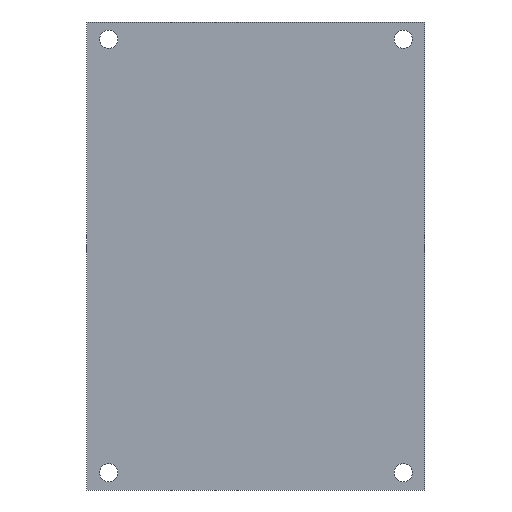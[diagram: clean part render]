
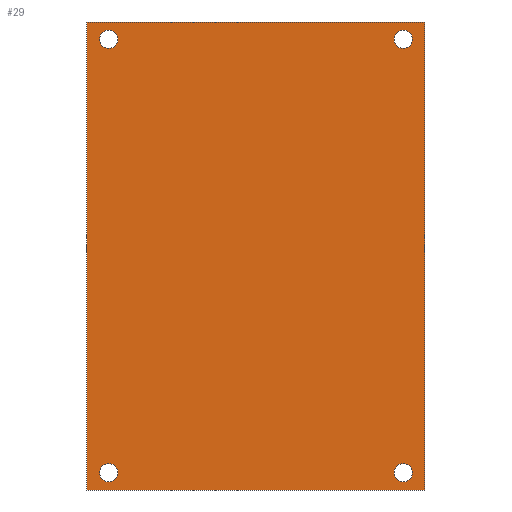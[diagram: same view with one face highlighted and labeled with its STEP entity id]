
A CAD part, front view. The second image highlights one B-rep face of the part: STEP entity #29.
In plain terms, the highlighted planar face has unit normal (0, -1, 0).
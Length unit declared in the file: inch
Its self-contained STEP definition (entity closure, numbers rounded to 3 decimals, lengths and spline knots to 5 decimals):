
#2 = LINE ( 'NONE', #290, #505 ) ;
#5 = CIRCLE ( 'NONE', #366, 0.1325 ) ;
#6 = AXIS2_PLACEMENT_3D ( 'NONE', #335, #96, #249 ) ;
#7 = ORIENTED_EDGE ( 'NONE', *, *, #316, .T. ) ;
#21 = ORIENTED_EDGE ( 'NONE', *, *, #121, .F. ) ;
#29 = ADVANCED_FACE ( 'NONE', ( #117, #167, #67, #186, #248 ), #417, .T. ) ;
#49 = DIRECTION ( 'NONE',  ( 0., 0., -1. ) ) ;
#54 = VECTOR ( 'NONE', #512, 39.37008 ) ;
#59 = CARTESIAN_POINT ( 'NONE',  ( 2.125, 0., 2.9925 ) ) ;
#67 = FACE_BOUND ( 'NONE', #312, .T. ) ;
#71 = DIRECTION ( 'NONE',  ( 0., 0., -1. ) ) ;
#80 = VERTEX_POINT ( 'NONE', #192 ) ;
#96 = DIRECTION ( 'NONE',  ( 0., 1., 0. ) ) ;
#98 = ORIENTED_EDGE ( 'NONE', *, *, #347, .T. ) ;
#116 = CARTESIAN_POINT ( 'NONE',  ( -2.4375, 0., 3.375 ) ) ;
#117 = FACE_OUTER_BOUND ( 'NONE', #275, .T. ) ;
#118 = EDGE_CURVE ( 'NONE', #352, #176, #420, .T. ) ;
#121 = EDGE_CURVE ( 'NONE', #176, #334, #485, .T. ) ;
#131 = CIRCLE ( 'NONE', #332, 0.1325 ) ;
#135 = CARTESIAN_POINT ( 'NONE',  ( -2.125, 0., -3.2575 ) ) ;
#145 = CARTESIAN_POINT ( 'NONE',  ( -2.4375, 0., -3.375 ) ) ;
#151 = CARTESIAN_POINT ( 'NONE',  ( 2.4375, 0., -3.375 ) ) ;
#154 = EDGE_LOOP ( 'NONE', ( #282 ) ) ;
#157 = DIRECTION ( 'NONE',  ( 0., 1., 0. ) ) ;
#167 = FACE_BOUND ( 'NONE', #258, .T. ) ;
#176 = VERTEX_POINT ( 'NONE', #392 ) ;
#177 = EDGE_CURVE ( 'NONE', #334, #80, #506, .T. ) ;
#180 = CARTESIAN_POINT ( 'NONE',  ( -2.125, 0., 2.9925 ) ) ;
#186 = FACE_BOUND ( 'NONE', #321, .T. ) ;
#192 = CARTESIAN_POINT ( 'NONE',  ( -2.4375, 0., -3.375 ) ) ;
#204 = VERTEX_POINT ( 'NONE', #375 ) ;
#215 = VERTEX_POINT ( 'NONE', #59 ) ;
#234 = EDGE_CURVE ( 'NONE', #215, #215, #5, .T. ) ;
#240 = VERTEX_POINT ( 'NONE', #180 ) ;
#241 = CARTESIAN_POINT ( 'NONE',  ( 2.4375, 0., -3.375 ) ) ;
#248 = FACE_BOUND ( 'NONE', #154, .T. ) ;
#249 = DIRECTION ( 'NONE',  ( 0., 0., -1. ) ) ;
#258 = EDGE_LOOP ( 'NONE', ( #98 ) ) ;
#275 = EDGE_LOOP ( 'NONE', ( #21, #326, #369, #291 ) ) ;
#282 = ORIENTED_EDGE ( 'NONE', *, *, #234, .T. ) ;
#290 = CARTESIAN_POINT ( 'NONE',  ( -2.4375, 0., 3.375 ) ) ;
#291 = ORIENTED_EDGE ( 'NONE', *, *, #177, .F. ) ;
#298 = VECTOR ( 'NONE', #435, 39.37008 ) ;
#304 = VERTEX_POINT ( 'NONE', #135 ) ;
#309 = CARTESIAN_POINT ( 'NONE',  ( 2.4375, 0., 3.375 ) ) ;
#311 = DIRECTION ( 'NONE',  ( 0., 1., 0. ) ) ;
#312 = EDGE_LOOP ( 'NONE', ( #7 ) ) ;
#315 = CIRCLE ( 'NONE', #6, 0.1325 ) ;
#316 = EDGE_CURVE ( 'NONE', #240, #240, #453, .T. ) ;
#321 = EDGE_LOOP ( 'NONE', ( #508 ) ) ;
#322 = CARTESIAN_POINT ( 'NONE',  ( -2.125, 0., -3.125 ) ) ;
#326 = ORIENTED_EDGE ( 'NONE', *, *, #118, .F. ) ;
#332 = AXIS2_PLACEMENT_3D ( 'NONE', #322, #311, #49 ) ;
#334 = VERTEX_POINT ( 'NONE', #241 ) ;
#335 = CARTESIAN_POINT ( 'NONE',  ( 2.125, 0., -3.125 ) ) ;
#347 = EDGE_CURVE ( 'NONE', #304, #304, #131, .T. ) ;
#349 = DIRECTION ( 'NONE',  ( 0., -1., 0. ) ) ;
#352 = VERTEX_POINT ( 'NONE', #116 ) ;
#366 = AXIS2_PLACEMENT_3D ( 'NONE', #436, #523, #483 ) ;
#369 = ORIENTED_EDGE ( 'NONE', *, *, #522, .F. ) ;
#375 = CARTESIAN_POINT ( 'NONE',  ( 2.125, 0., -3.2575 ) ) ;
#381 = AXIS2_PLACEMENT_3D ( 'NONE', #478, #349, #71 ) ;
#392 = CARTESIAN_POINT ( 'NONE',  ( 2.4375, 0., 3.375 ) ) ;
#414 = DIRECTION ( 'NONE',  ( 0., 0., 1. ) ) ;
#417 = PLANE ( 'NONE',  #381 ) ;
#420 = LINE ( 'NONE', #309, #513 ) ;
#435 = DIRECTION ( 'NONE',  ( 0., 0., -1. ) ) ;
#436 = CARTESIAN_POINT ( 'NONE',  ( 2.125, 0., 3.125 ) ) ;
#441 = CARTESIAN_POINT ( 'NONE',  ( -2.125, 0., 3.125 ) ) ;
#453 = CIRCLE ( 'NONE', #500, 0.1325 ) ;
#473 = DIRECTION ( 'NONE',  ( 1., 0., 0. ) ) ;
#478 = CARTESIAN_POINT ( 'NONE',  ( -2.4375, 0., -3.375 ) ) ;
#481 = DIRECTION ( 'NONE',  ( 0., 0., -1. ) ) ;
#483 = DIRECTION ( 'NONE',  ( 0., 0., -1. ) ) ;
#485 = LINE ( 'NONE', #151, #298 ) ;
#500 = AXIS2_PLACEMENT_3D ( 'NONE', #441, #157, #481 ) ;
#505 = VECTOR ( 'NONE', #414, 39.37008 ) ;
#506 = LINE ( 'NONE', #145, #54 ) ;
#508 = ORIENTED_EDGE ( 'NONE', *, *, #511, .T. ) ;
#511 = EDGE_CURVE ( 'NONE', #204, #204, #315, .T. ) ;
#512 = DIRECTION ( 'NONE',  ( -1., 0., 0. ) ) ;
#513 = VECTOR ( 'NONE', #473, 39.37008 ) ;
#522 = EDGE_CURVE ( 'NONE', #80, #352, #2, .T. ) ;
#523 = DIRECTION ( 'NONE',  ( 0., 1., 0. ) ) ;
